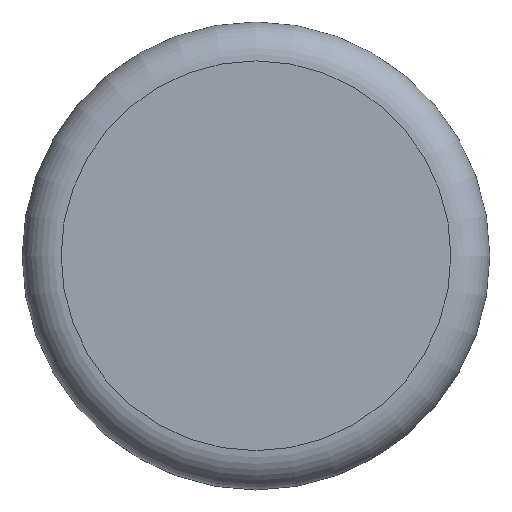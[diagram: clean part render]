
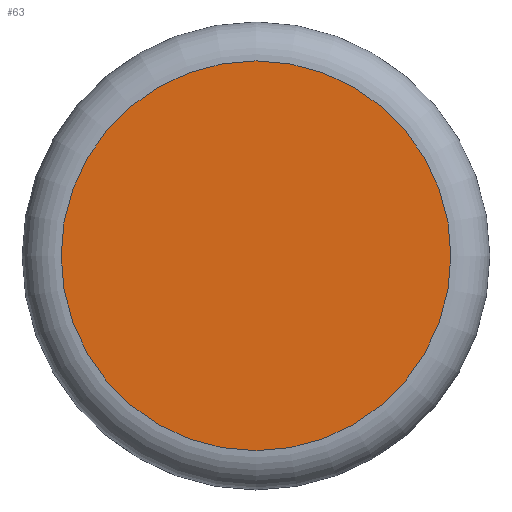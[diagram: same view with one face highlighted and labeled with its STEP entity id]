
A CAD part, top view. The second image highlights one B-rep face of the part: STEP entity #63.
In plain terms, the highlighted planar face has unit normal (0, 0, 1).
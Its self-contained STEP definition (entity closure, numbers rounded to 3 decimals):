
#20=FACE_OUTER_BOUND('',#25,.T.);
#25=EDGE_LOOP('',(#47));
#30=CIRCLE('',#83,2.5);
#36=VERTEX_POINT('',#120);
#40=EDGE_CURVE('',#36,#36,#30,.T.);
#47=ORIENTED_EDGE('',*,*,#40,.T.);
#61=PLANE('',#82);
#63=ADVANCED_FACE('',(#20),#61,.T.);
#82=AXIS2_PLACEMENT_3D('',#119,#95,#96);
#83=AXIS2_PLACEMENT_3D('',#121,#97,#98);
#95=DIRECTION('center_axis',(0.,0.,1.));
#96=DIRECTION('ref_axis',(1.,0.,0.));
#97=DIRECTION('center_axis',(0.,0.,1.));
#98=DIRECTION('ref_axis',(1.,0.,0.));
#119=CARTESIAN_POINT('Origin',(0.,0.,3.));
#120=CARTESIAN_POINT('',(-2.5,0.,3.));
#121=CARTESIAN_POINT('Origin',(0.,0.,3.));
